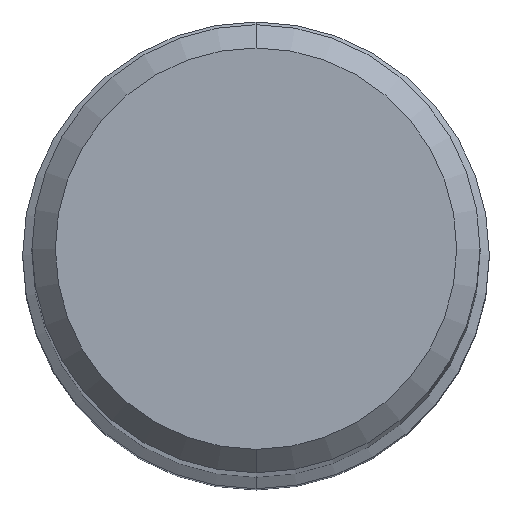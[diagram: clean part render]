
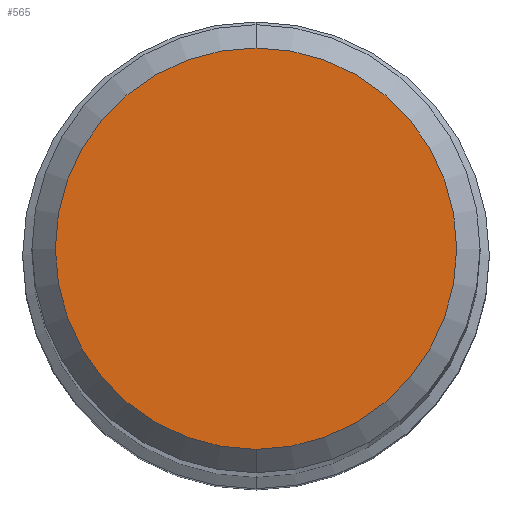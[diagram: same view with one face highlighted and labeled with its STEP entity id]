
A CAD part, top view. The second image highlights one B-rep face of the part: STEP entity #565.
In plain terms, the highlighted planar face has unit normal (0, 0, 1).
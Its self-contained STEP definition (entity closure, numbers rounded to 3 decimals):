
#241=VERTEX_POINT('',#629);
#287=VERTEX_POINT('',#676);
#369=EDGE_CURVE('',#241,#287,#770,.T.);
#413=EDGE_CURVE('',#287,#241,#818,.T.);
#565=ADVANCED_FACE('',(#990),#991,.T.);
#629=CARTESIAN_POINT('',(0.,-4.3,0.0));
#676=CARTESIAN_POINT('',(0.0,4.3,0.0));
#770=CIRCLE('',#1357,4.3);
#818=CIRCLE('',#1455,4.3);
#990=FACE_OUTER_BOUND('',#1770,.T.);
#991=PLANE('',#1771);
#1357=AXIS2_PLACEMENT_3D('',#1977,#1978,#1979);
#1455=AXIS2_PLACEMENT_3D('',#2037,#2038,#2039);
#1770=EDGE_LOOP('',(#2251,#2252));
#1771=AXIS2_PLACEMENT_3D('',#2253,#2254,#2255);
#1977=CARTESIAN_POINT('',(0.0,0.0,0.0));
#1978=DIRECTION('',(0.0,0.0,-1.0));
#1979=DIRECTION('',(0.0,1.0,0.0));
#2037=CARTESIAN_POINT('',(0.0,0.0,0.0));
#2038=DIRECTION('',(0.0,0.0,-1.0));
#2039=DIRECTION('',(0.0,1.0,0.0));
#2251=ORIENTED_EDGE('',*,*,#413,.F.);
#2252=ORIENTED_EDGE('',*,*,#369,.F.);
#2253=CARTESIAN_POINT('',(0.0,2.15,0.0));
#2254=DIRECTION('',(-0.0,0.0,1.0));
#2255=DIRECTION('',(0.0,-1.0,0.0));
